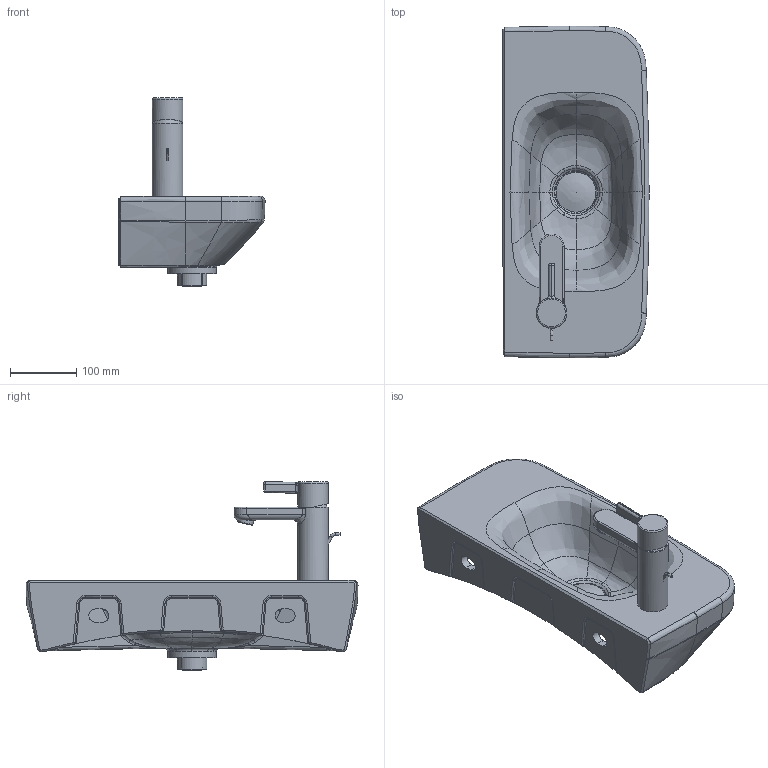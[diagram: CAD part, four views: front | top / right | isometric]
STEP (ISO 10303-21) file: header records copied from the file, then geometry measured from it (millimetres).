
FILE_DESCRIPTION((''),'2;1');
FILE_NAME('071350.stp','2013-10-10T08:58:32',('Administrator'),(''),'Autodesk Inventor 2011','Autodesk Inventor 2011','');
FILE_SCHEMA(('CONFIG_CONTROL_DESIGN'));
Length unit declared in the file: millimetre
Products named in the file (10): 071350; Armatur Durastyle Waschtisch; Fassung Sieb; Griff; Gehäuse; Hebel_Ventil; Gleitring; Kelch; Stopfen
Assembly tree (9 placements, depth 3):
  071350
    071350
    Armatur Durastyle Waschtisch
      Fassung Sieb
      Griff
      Gehäuse
      Hebel_Ventil
      Gleitring
    Kelch
    Stopfen
Bounding box: 219.76 x 499.37 x 284.18 mm (x, y, z)
Volume: 5091020.9 mm3; surface area: 486444.8 mm2
Topology: 7 solids, 9 shells, 452 faces, 1086 edges, 644 vertices
Faces by surface type: bspline 252, cylinder 83, plane 76, torus 17, cone 13, sphere 11
Full cylindrical faces by diameter (mm): 4 x2, 20.15 x1, 21.15 x1, 23.15 x1, 35 x1, 42 x1, 44 x1, 46 x2, 46.74 x1, 60 x1
Entity records: 49455 total; most frequent: CARTESIAN_POINT 40128, ORIENTED_EDGE 2088, DIRECTION 1403, EDGE_CURVE 1046, VERTEX_POINT 634, AXIS2_PLACEMENT_3D 575, EDGE_LOOP 508, FACE_OUTER_BOUND 451
